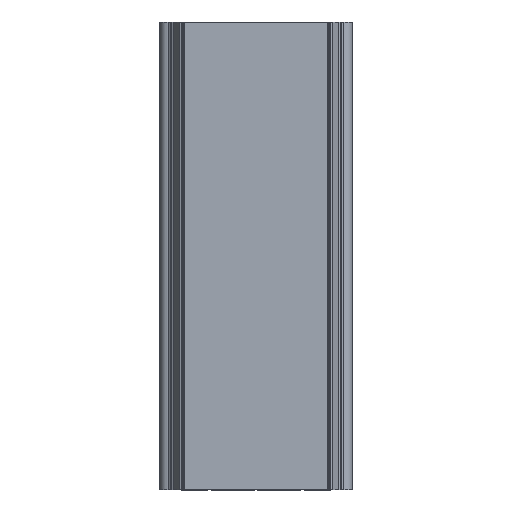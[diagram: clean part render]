
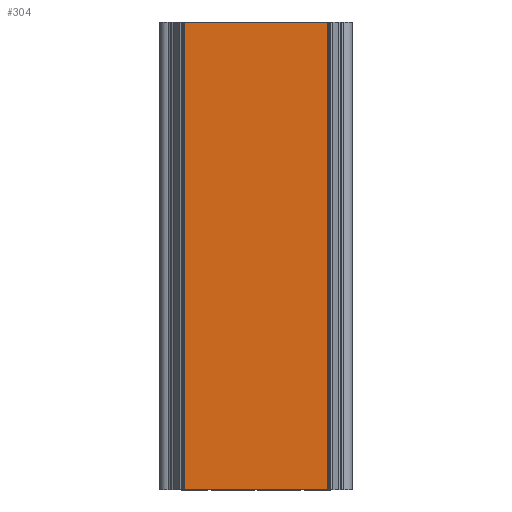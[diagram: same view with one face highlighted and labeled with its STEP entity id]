
A CAD part, top view. The second image highlights one B-rep face of the part: STEP entity #304.
In plain terms, the highlighted planar face has unit normal (0, 0, 1).
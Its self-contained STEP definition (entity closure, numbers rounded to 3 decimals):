
#304 = ADVANCED_FACE( '', ( #656 ), #657, .T. );
#656 = FACE_OUTER_BOUND( '', #1053, .T. );
#657 = PLANE( '', #1054 );
#1053 = EDGE_LOOP( '', ( #2067, #2068, #2069, #2070 ) );
#1054 = AXIS2_PLACEMENT_3D( '', #2071, #2072, #2073 );
#2067 = ORIENTED_EDGE( '', *, *, #2713, .F. );
#2068 = ORIENTED_EDGE( '', *, *, #2747, .F. );
#2069 = ORIENTED_EDGE( '', *, *, #2891, .T. );
#2070 = ORIENTED_EDGE( '', *, *, #2944, .T. );
#2071 = CARTESIAN_POINT( '', ( -16., 100., -17.006 ) );
#2072 = DIRECTION( '', ( 0., 0., 1. ) );
#2073 = DIRECTION( '', ( 1., 0., 0. ) );
#2713 = EDGE_CURVE( '', #3377, #3379, #3380, .T. );
#2747 = EDGE_CURVE( '', #3438, #3377, #3440, .T. );
#2891 = EDGE_CURVE( '', #3438, #3642, #3644, .T. );
#2944 = EDGE_CURVE( '', #3642, #3379, #3714, .T. );
#3377 = VERTEX_POINT( '', #4254 );
#3379 = VERTEX_POINT( '', #4256 );
#3380 = LINE( '', #4257, #4258 );
#3438 = VERTEX_POINT( '', #4332 );
#3440 = LINE( '', #4334, #4335 );
#3642 = VERTEX_POINT( '', #4612 );
#3644 = LINE( '', #4614, #4615 );
#3714 = LINE( '', #4712, #4713 );
#4254 = CARTESIAN_POINT( '', ( 16., 0., -17.006 ) );
#4256 = CARTESIAN_POINT( '', ( -16., 0., -17.006 ) );
#4257 = CARTESIAN_POINT( '', ( -16., 0., -17.006 ) );
#4258 = VECTOR( '', #5124, 1000. );
#4332 = CARTESIAN_POINT( '', ( 16., 100., -17.006 ) );
#4334 = CARTESIAN_POINT( '', ( 16., 100., -17.006 ) );
#4335 = VECTOR( '', #5189, 1000. );
#4612 = CARTESIAN_POINT( '', ( -16., 100., -17.006 ) );
#4614 = CARTESIAN_POINT( '', ( 16., 100., -17.006 ) );
#4615 = VECTOR( '', #5355, 1000. );
#4712 = CARTESIAN_POINT( '', ( -16., 100., -17.006 ) );
#4713 = VECTOR( '', #5440, 1000. );
#5124 = DIRECTION( '', ( -1., 0., 0. ) );
#5189 = DIRECTION( '', ( 0., -1., 0. ) );
#5355 = DIRECTION( '', ( -1., 0., 0. ) );
#5440 = DIRECTION( '', ( 0., -1., 0. ) );
